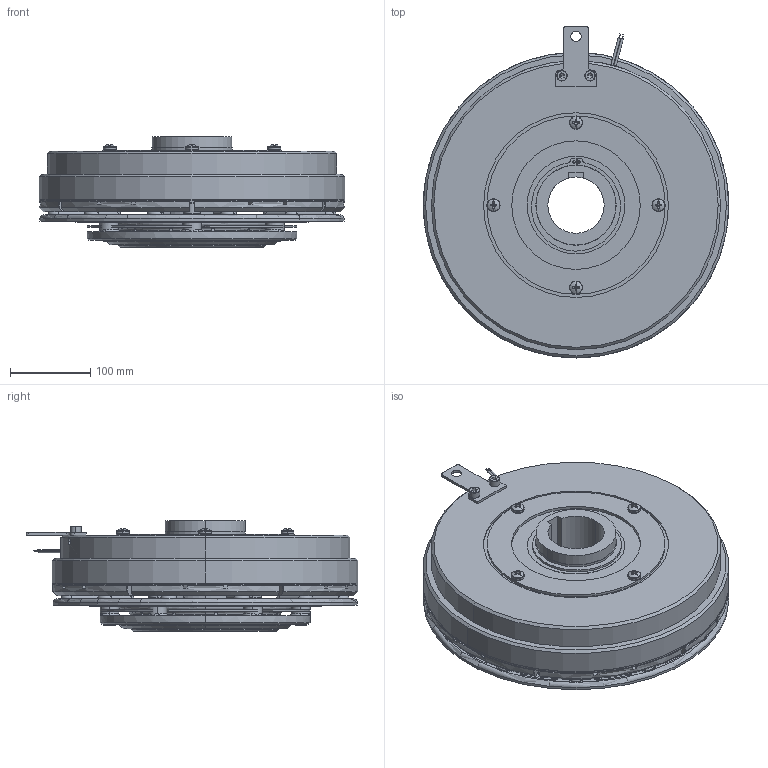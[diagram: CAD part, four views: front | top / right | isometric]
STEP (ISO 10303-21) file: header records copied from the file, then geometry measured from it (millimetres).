
FILE_DESCRIPTION (( 'STEP AP203' ), '1' );
FILE_NAME ('MSC100T.STEP', '2017-06-28T06:17:19', ( ' ' ), ( '' ), 'SwSTEP 2.0', 'SolidWorks 2009', '' );
FILE_SCHEMA (( 'CONFIG_CONTROL_DESIGN' ));
Products named in the file (1): MSC100T
Bounding box: 380.4 x 413.2 x 138 mm (x, y, z)
Volume: 7737487.6 mm3; surface area: 1201995.9 mm2
Topology: 3 solids, 11 shells, 1744 faces, 4608 edges, 2913 vertices
Faces by surface type: cylinder 802, plane 549, torus 215, cone 98, sphere 56, bspline 24
Entity records: 62714 total; most frequent: CARTESIAN_POINT 18825, DIRECTION 9802, ORIENTED_EDGE 8936, EDGE_CURVE 4468, AXIS2_PLACEMENT_3D 4075, VERTEX_POINT 2865, CIRCLE 2354, EDGE_LOOP 2017
